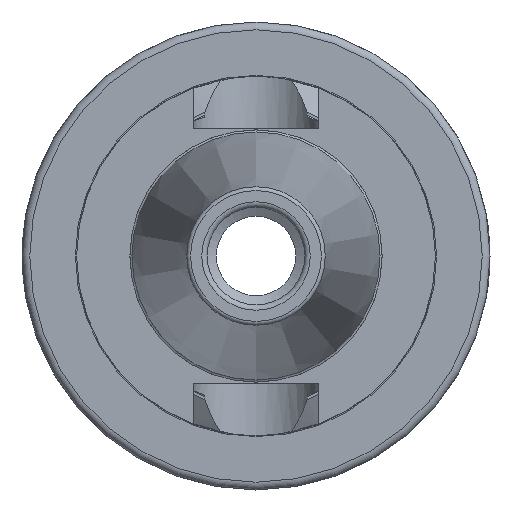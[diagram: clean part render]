
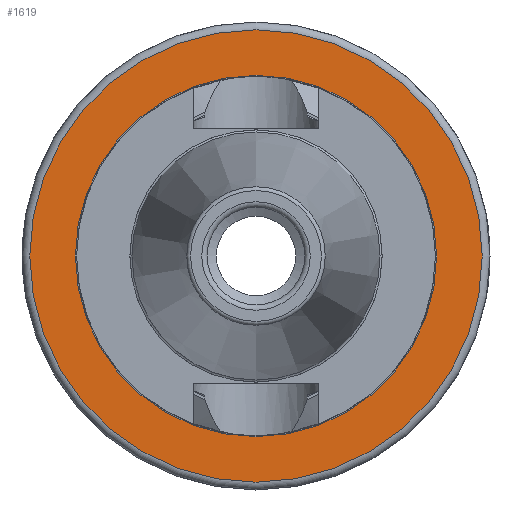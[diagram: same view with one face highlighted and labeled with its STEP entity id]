
A CAD part, left-side view. The second image highlights one B-rep face of the part: STEP entity #1619.
In plain terms, the highlighted planar face has unit normal (-1, 0, 0).
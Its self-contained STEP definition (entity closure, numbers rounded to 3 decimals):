
#24=FACE_BOUND('',#190,.T.);
#30=PLANE('',#1766);
#103=FACE_OUTER_BOUND('',#189,.T.);
#189=EDGE_LOOP('',(#1157,#1158));
#190=EDGE_LOOP('',(#1159,#1160));
#453=CIRCLE('',#1757,29.);
#454=CIRCLE('',#1758,29.);
#461=CIRCLE('',#1767,23.15);
#462=CIRCLE('',#1768,23.15);
#636=VERTEX_POINT('',#2607);
#637=VERTEX_POINT('',#2609);
#647=VERTEX_POINT('',#2634);
#648=VERTEX_POINT('',#2635);
#833=EDGE_CURVE('',#636,#637,#453,.T.);
#834=EDGE_CURVE('',#637,#636,#454,.T.);
#846=EDGE_CURVE('',#647,#648,#461,.T.);
#847=EDGE_CURVE('',#648,#647,#462,.T.);
#1157=ORIENTED_EDGE('',*,*,#834,.F.);
#1158=ORIENTED_EDGE('',*,*,#833,.F.);
#1159=ORIENTED_EDGE('',*,*,#846,.T.);
#1160=ORIENTED_EDGE('',*,*,#847,.T.);
#1619=ADVANCED_FACE('',(#103,#24),#30,.T.);
#1757=AXIS2_PLACEMENT_3D('',#2610,#2044,#2045);
#1758=AXIS2_PLACEMENT_3D('',#2611,#2046,#2047);
#1766=AXIS2_PLACEMENT_3D('',#2633,#2067,#2068);
#1767=AXIS2_PLACEMENT_3D('',#2636,#2069,#2070);
#1768=AXIS2_PLACEMENT_3D('',#2637,#2071,#2072);
#2044=DIRECTION('center_axis',(1.,0.,0.));
#2045=DIRECTION('ref_axis',(0.,-1.,0.));
#2046=DIRECTION('center_axis',(1.,0.,0.));
#2047=DIRECTION('ref_axis',(0.,-1.,0.));
#2067=DIRECTION('center_axis',(-1.,0.,0.));
#2068=DIRECTION('ref_axis',(0.,0.,1.));
#2069=DIRECTION('center_axis',(1.,0.,0.));
#2070=DIRECTION('ref_axis',(0.,1.,0.));
#2071=DIRECTION('center_axis',(1.,0.,0.));
#2072=DIRECTION('ref_axis',(0.,1.,0.));
#2607=CARTESIAN_POINT('',(25.,0.,29.));
#2609=CARTESIAN_POINT('',(25.,29.,0.));
#2610=CARTESIAN_POINT('Origin',(25.,0.,0.));
#2611=CARTESIAN_POINT('Origin',(25.,0.,0.));
#2633=CARTESIAN_POINT('Origin',(25.,26.575,0.));
#2634=CARTESIAN_POINT('',(25.,23.15,0.));
#2635=CARTESIAN_POINT('',(25.,0.,23.15));
#2636=CARTESIAN_POINT('Origin',(25.,0.,0.));
#2637=CARTESIAN_POINT('Origin',(25.,0.,0.));
